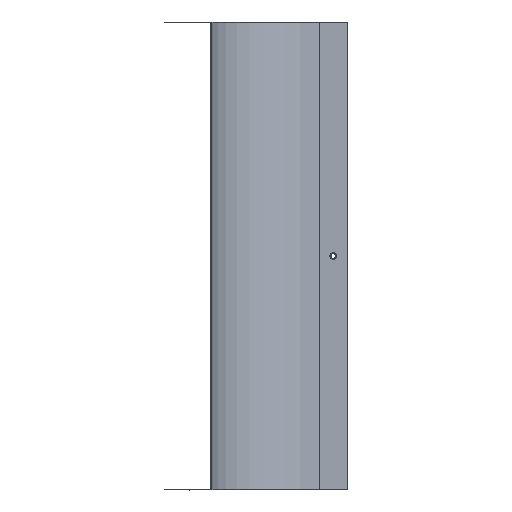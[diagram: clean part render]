
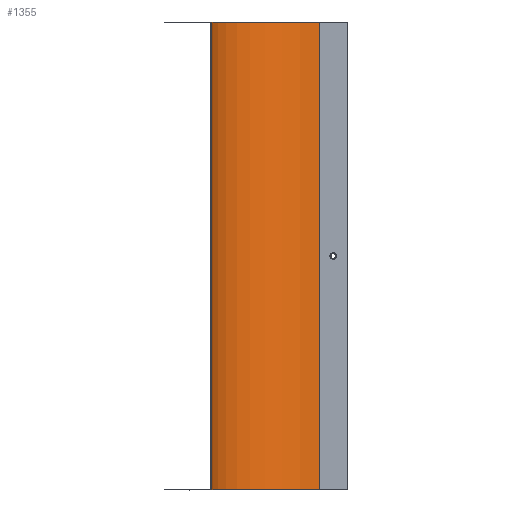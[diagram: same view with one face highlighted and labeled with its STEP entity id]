
A CAD part, left-side view. The second image highlights one B-rep face of the part: STEP entity #1355.
In plain terms, the highlighted cylindrical face has radius 115 mm (diameter 230 mm), a partial arc.
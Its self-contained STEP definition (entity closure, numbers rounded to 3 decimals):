
#22 = CARTESIAN_POINT ( 'NONE',  ( 0., 30., 1. ) ) ;
#24 = CARTESIAN_POINT ( 'NONE',  ( 0., 30., -499. ) ) ;
#26 = DIRECTION ( 'NONE',  ( 0., 0., -1. ) ) ;
#38 = CARTESIAN_POINT ( 'NONE',  ( -115., 145., -499. ) ) ;
#39 = CARTESIAN_POINT ( 'NONE',  ( -115., 145., 1. ) ) ;
#114 = CARTESIAN_POINT ( 'NONE',  ( -115., 145., 1. ) ) ;
#157 = LINE ( 'NONE', #39, #162 ) ;
#162 = VECTOR ( 'NONE', #26, 1000. ) ;
#219 = CIRCLE ( 'NONE', #390, 115. ) ;
#221 = LINE ( 'NONE', #1310, #223 ) ;
#223 = VECTOR ( 'NONE', #1309, 1000. ) ;
#224 = CIRCLE ( 'NONE', #389, 115. ) ;
#365 = AXIS2_PLACEMENT_3D ( 'NONE', #1708, #1710, #1719 ) ;
#389 = AXIS2_PLACEMENT_3D ( 'NONE', #1283, #1282, #1281 ) ;
#390 = AXIS2_PLACEMENT_3D ( 'NONE', #1292, #1291, #1290 ) ;
#728 = FACE_OUTER_BOUND ( 'NONE', #857, .T. ) ;
#736 = CYLINDRICAL_SURFACE ( 'NONE', #365, 115. ) ;
#857 = EDGE_LOOP ( 'NONE', ( #1184, #1183, #1182, #1181 ) ) ;
#925 = VERTEX_POINT ( 'NONE', #38 ) ;
#928 = VERTEX_POINT ( 'NONE', #24 ) ;
#929 = VERTEX_POINT ( 'NONE', #22 ) ;
#955 = VERTEX_POINT ( 'NONE', #114 ) ;
#1013 = EDGE_CURVE ( 'NONE', #955, #925, #157, .T. ) ;
#1048 = EDGE_CURVE ( 'NONE', #925, #928, #219, .T. ) ;
#1049 = EDGE_CURVE ( 'NONE', #929, #928, #221, .T. ) ;
#1051 = EDGE_CURVE ( 'NONE', #955, #929, #224, .T. ) ;
#1181 = ORIENTED_EDGE ( 'NONE', *, *, #1051, .F. ) ;
#1182 = ORIENTED_EDGE ( 'NONE', *, *, #1049, .F. ) ;
#1183 = ORIENTED_EDGE ( 'NONE', *, *, #1048, .T. ) ;
#1184 = ORIENTED_EDGE ( 'NONE', *, *, #1013, .T. ) ;
#1281 = DIRECTION ( 'NONE',  ( -1., 0., 0. ) ) ;
#1282 = DIRECTION ( 'NONE',  ( 0., 0., -1. ) ) ;
#1283 = CARTESIAN_POINT ( 'NONE',  ( -115., 30., 1. ) ) ;
#1290 = DIRECTION ( 'NONE',  ( -1., 0., 0. ) ) ;
#1291 = DIRECTION ( 'NONE',  ( 0., 0., -1. ) ) ;
#1292 = CARTESIAN_POINT ( 'NONE',  ( -115., 30., -499. ) ) ;
#1309 = DIRECTION ( 'NONE',  ( 0., 0., -1. ) ) ;
#1310 = CARTESIAN_POINT ( 'NONE',  ( 0., 30., 1. ) ) ;
#1355 = ADVANCED_FACE ( 'NONE', ( #728 ), #736, .F. ) ;
#1708 = CARTESIAN_POINT ( 'NONE',  ( -115., 30., 1. ) ) ;
#1710 = DIRECTION ( 'NONE',  ( 0., 0., -1. ) ) ;
#1719 = DIRECTION ( 'NONE',  ( -1., 0., 0. ) ) ;
